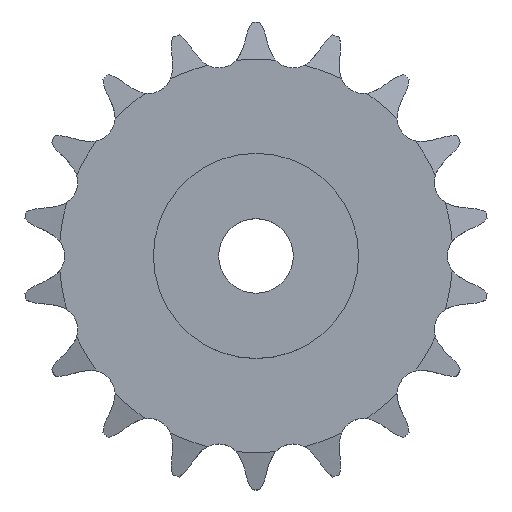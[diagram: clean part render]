
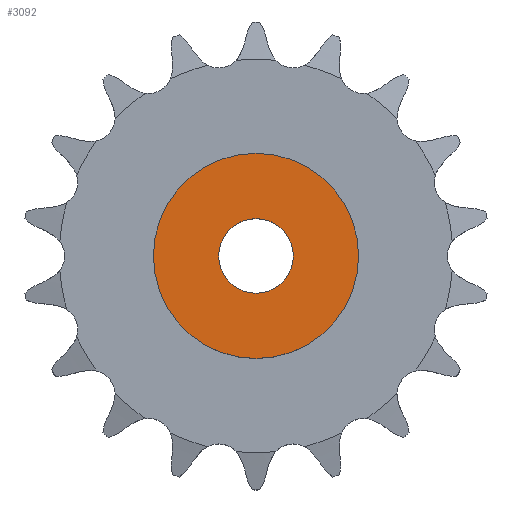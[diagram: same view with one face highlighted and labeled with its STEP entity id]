
A CAD part, top view. The second image highlights one B-rep face of the part: STEP entity #3092.
In plain terms, the highlighted planar face has unit normal (0, 0, 1).
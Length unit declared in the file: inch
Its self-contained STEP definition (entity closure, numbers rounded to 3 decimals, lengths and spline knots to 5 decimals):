
#130 = ORIENTED_EDGE ( 'NONE', *, *, #6089, .F. ) ;
#131 = ORIENTED_EDGE ( 'NONE', *, *, #3517, .F. ) ;
#132 = ORIENTED_EDGE ( 'NONE', *, *, #3515, .T. ) ;
#133 = ORIENTED_EDGE ( 'NONE', *, *, #6096, .T. ) ;
#374 = FACE_BOUND ( 'NONE', #3396, .T. ) ;
#376 = FACE_OUTER_BOUND ( 'NONE', #3369, .T. ) ;
#1655 = VERTEX_POINT ( 'NONE', #2399 ) ;
#1660 = VERTEX_POINT ( 'NONE', #2812 ) ;
#1742 = VERTEX_POINT ( 'NONE', #2703 ) ;
#1826 = VERTEX_POINT ( 'NONE', #2673 ) ;
#2326 = DIRECTION ( 'NONE',  ( 0., 0., 1. ) ) ;
#2375 = DIRECTION ( 'NONE',  ( 1., 0., 0. ) ) ;
#2399 = CARTESIAN_POINT ( 'NONE',  ( 0.25, 0., 0.219 ) ) ;
#2469 = PLANE ( 'NONE',  #5307 ) ;
#2673 = CARTESIAN_POINT ( 'NONE',  ( 0.6875, 0., 0.219 ) ) ;
#2703 = CARTESIAN_POINT ( 'NONE',  ( -0.6875, 0., 0.219 ) ) ;
#2705 = CARTESIAN_POINT ( 'NONE',  ( 0., 0., 0.219 ) ) ;
#2812 = CARTESIAN_POINT ( 'NONE',  ( -0.25, 0., 0.219 ) ) ;
#3092 = ADVANCED_FACE ( 'NONE', ( #376, #374 ), #2469, .T. ) ;
#3369 = EDGE_LOOP ( 'NONE', ( #133, #132 ) ) ;
#3396 = EDGE_LOOP ( 'NONE', ( #131, #130 ) ) ;
#3515 = EDGE_CURVE ( 'NONE', #1826, #1742, #4194, .T. ) ;
#3517 = EDGE_CURVE ( 'NONE', #1660, #1655, #4195, .T. ) ;
#3559 = CARTESIAN_POINT ( 'NONE',  ( 0., 0., 0.219 ) ) ;
#3566 = DIRECTION ( 'NONE',  ( 0., 0., 1. ) ) ;
#3567 = DIRECTION ( 'NONE',  ( 1., 0., 0. ) ) ;
#3598 = DIRECTION ( 'NONE',  ( 1., 0., 0. ) ) ;
#3770 = CARTESIAN_POINT ( 'NONE',  ( 0., 0., 0.219 ) ) ;
#3976 = DIRECTION ( 'NONE',  ( 0., 0., 1. ) ) ;
#4194 = CIRCLE ( 'NONE', #5314, 0.6875 ) ;
#4195 = CIRCLE ( 'NONE', #5309, 0.25 ) ;
#4376 = CIRCLE ( 'NONE', #5555, 0.25 ) ;
#4380 = CIRCLE ( 'NONE', #5527, 0.6875 ) ;
#5036 = CARTESIAN_POINT ( 'NONE',  ( 0., 0., 0.219 ) ) ;
#5044 = DIRECTION ( 'NONE',  ( 0., 0., 1. ) ) ;
#5045 = DIRECTION ( 'NONE',  ( 1., 0., 0. ) ) ;
#5061 = DIRECTION ( 'NONE',  ( 1., 0., 0. ) ) ;
#5064 = CARTESIAN_POINT ( 'NONE',  ( 0., 0., 0.219 ) ) ;
#5073 = DIRECTION ( 'NONE',  ( 0., 0., 1. ) ) ;
#5307 = AXIS2_PLACEMENT_3D ( 'NONE', #2705, #2326, #2375 ) ;
#5309 = AXIS2_PLACEMENT_3D ( 'NONE', #3770, #3566, #3567 ) ;
#5314 = AXIS2_PLACEMENT_3D ( 'NONE', #3559, #3976, #3598 ) ;
#5527 = AXIS2_PLACEMENT_3D ( 'NONE', #5064, #5073, #5061 ) ;
#5555 = AXIS2_PLACEMENT_3D ( 'NONE', #5036, #5044, #5045 ) ;
#6089 = EDGE_CURVE ( 'NONE', #1655, #1660, #4376, .T. ) ;
#6096 = EDGE_CURVE ( 'NONE', #1742, #1826, #4380, .T. ) ;
